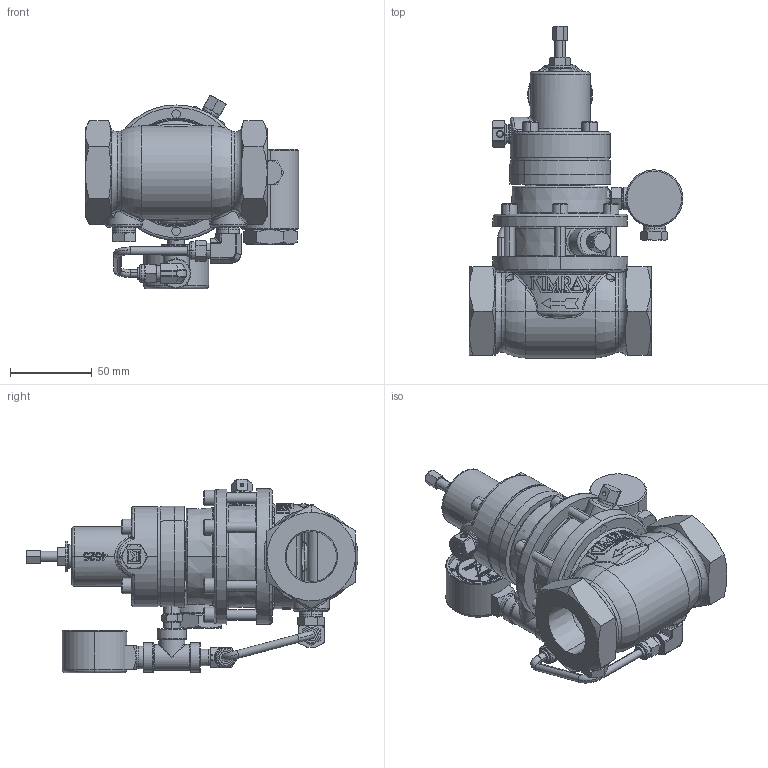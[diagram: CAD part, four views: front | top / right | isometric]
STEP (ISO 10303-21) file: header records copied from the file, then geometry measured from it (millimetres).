
FILE_DESCRIPTION (( 'STEP AP203' ), '1' );
FILE_NAME ('130 SGT LBP-D (ACG).STEP', '2017-10-04T18:59:37', ( '' ), ( '' ), 'SwSTEP 2.0', 'SolidWorks 2016', '' );
FILE_SCHEMA (( 'CONFIG_CONTROL_DESIGN' ));
Length unit declared in the file: inch
Products named in the file (1): 130 SGT LBP-D (ACG)
Bounding box: 130.47 x 202.62 x 118.28 mm (x, y, z)
Volume: 675532 mm3; surface area: 164593.2 mm2
Topology: 42 solids, 42 shells, 3314 faces, 8462 edges, 5398 vertices
Faces by surface type: plane 1619, bspline 644, cylinder 566, cone 287, torus 165, sphere 33
Entity records: 148192 total; most frequent: CARTESIAN_POINT 72766, ORIENTED_EDGE 16804, DIRECTION 13790, EDGE_CURVE 8402, VERTEX_POINT 5398, AXIS2_PLACEMENT_3D 4666, LINE 4458, VECTOR 4458
